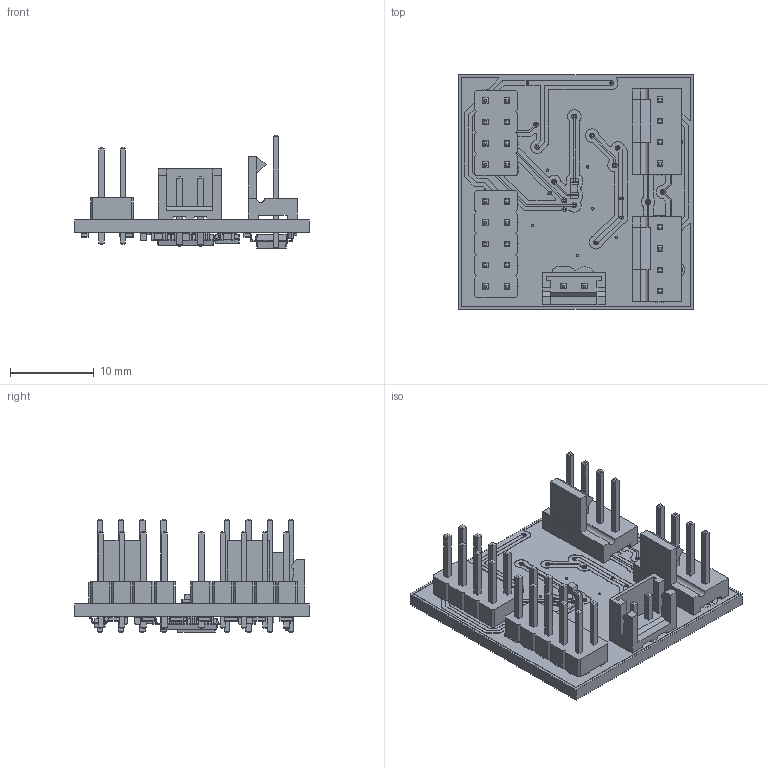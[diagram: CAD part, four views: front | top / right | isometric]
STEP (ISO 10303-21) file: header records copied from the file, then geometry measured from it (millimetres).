
FILE_DESCRIPTION(('KiCad electronic assembly'),'2;1');
FILE_NAME('sensor.step','2025-12-25T20:00:29',('Pcbnew'),('Kicad'), 'Open CASCADE STEP processor 7.9','KiCad to STEP converter','Unknown' );
FILE_SCHEMA(('AUTOMOTIVE_DESIGN { 1 0 10303 214 1 1 1 1 }'));
Length unit declared in the file: millimetre
Products named in the file (15): sensor 1; JST_EH_B2B-EH-A_1x02_P2.50mm_Vertical; FanPinHeader_1x04_P2.54mm_Vertical; PinHeader_2x05_P2.54mm_Vertical; LED_0603_1608Metric; PinHeader_2x04_P2.54mm_Vertical; R_0603_1608Metric; SOT-23; C_0603_1608Metric; SOIC-8_3.9x4.9mm_P1.27mm; LQFP-48_7x7mm_P0.5mm; sensor_copper; sensor_pad; sensor_via; sensor_PCB
Assembly tree (29 placements, depth 2):
  sensor 1
    JST_EH_B2B-EH-A_1x02_P2.50mm_Vertical
    FanPinHeader_1x04_P2.54mm_Vertical  x2
    PinHeader_2x05_P2.54mm_Vertical
    LED_0603_1608Metric
    PinHeader_2x04_P2.54mm_Vertical
    R_0603_1608Metric  x11
    SOT-23
    C_0603_1608Metric  x5
    SOIC-8_3.9x4.9mm_P1.27mm
    LQFP-48_7x7mm_P0.5mm
    sensor_copper
    sensor_pad
    sensor_via
    sensor_PCB
Bounding box: 28 x 28 x 13.5 mm (x, y, z)
Volume: 2091.9 mm3; surface area: 6435.4 mm2
Topology: 292 solids, 292 shells, 6002 faces, 15491 edges, 10145 vertices
Faces by surface type: plane 4413, cylinder 1541, bspline 48
Full cylindrical faces by diameter (mm): 0.25 x28, 0.275 x56, 0.3 x28, 0.95 x60, 0.97 x24, 1 x40, 1.02 x16, 1.1 x2, 1.7 x32
Entity records: 183015 total; most frequent: CARTESIAN_POINT 29453, ORIENTED_EDGE 28597, DIRECTION 28078, EDGE_CURVE 14299, LINE 11402, VECTOR 11402, VERTEX_POINT 9377, AXIS2_PLACEMENT_3D 8338
